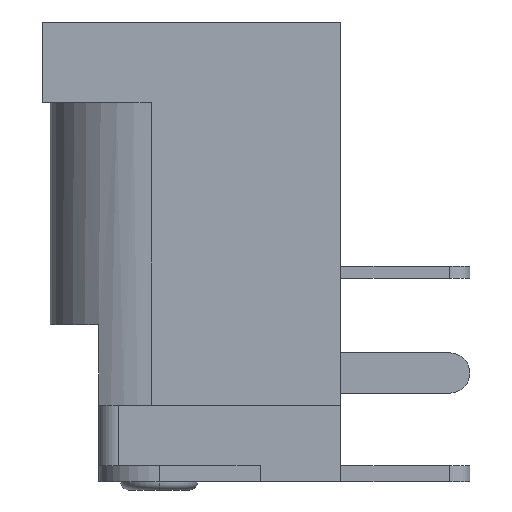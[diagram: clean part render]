
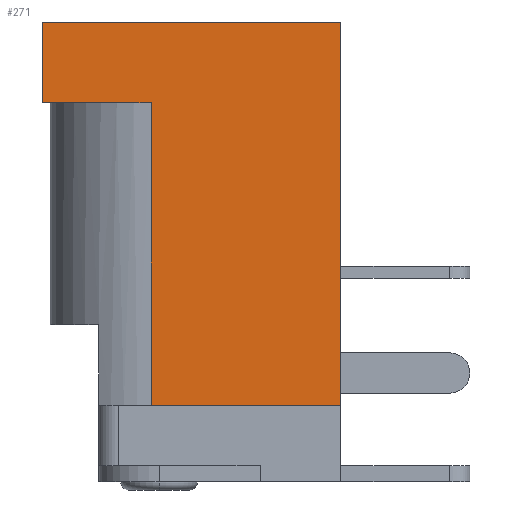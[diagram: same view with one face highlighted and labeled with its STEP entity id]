
A CAD part, left-side view. The second image highlights one B-rep face of the part: STEP entity #271.
In plain terms, the highlighted planar face has unit normal (-1, 0, 0).
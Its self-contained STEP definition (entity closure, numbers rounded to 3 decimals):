
#271=ADVANCED_FACE('NONE',(#509),#510,.T.);
#509=FACE_OUTER_BOUND('',#741,.T.);
#510=PLANE('',#742);
#741=EDGE_LOOP('',(#1324,#1325,#1326,#1327,#1328,#1329));
#742=AXIS2_PLACEMENT_3D('',#1330,#1331,#1332);
#1324=ORIENTED_EDGE('',*,*,#1524,.T.);
#1325=ORIENTED_EDGE('',*,*,#1521,.T.);
#1326=ORIENTED_EDGE('',*,*,#1528,.T.);
#1327=ORIENTED_EDGE('',*,*,#1559,.F.);
#1328=ORIENTED_EDGE('',*,*,#1409,.F.);
#1329=ORIENTED_EDGE('',*,*,#1530,.F.);
#1330=CARTESIAN_POINT('',(-2.5,0.0,-9.5));
#1331=DIRECTION('',(-1.0,0.0,0.0));
#1332=DIRECTION('',(0.0,0.0,1.0));
#1409=EDGE_CURVE('NONE',#1693,#1695,#1696,.T.);
#1521=EDGE_CURVE('NONE',#1853,#1851,#1854,.T.);
#1524=EDGE_CURVE('NONE',#1857,#1853,#1858,.T.);
#1528=EDGE_CURVE('NONE',#1851,#1861,#1863,.T.);
#1530=EDGE_CURVE('NONE',#1857,#1693,#1865,.T.);
#1559=EDGE_CURVE('NONE',#1695,#1861,#1897,.T.);
#1693=VERTEX_POINT('NONE',#2072);
#1695=VERTEX_POINT('NONE',#2075);
#1696=LINE('',#2076,#2077);
#1851=VERTEX_POINT('NONE',#2287);
#1853=VERTEX_POINT('NONE',#2290);
#1854=LINE('',#2291,#2292);
#1857=VERTEX_POINT('NONE',#2295);
#1858=LINE('',#2296,#2297);
#1861=VERTEX_POINT('NONE',#2300);
#1863=LINE('',#2303,#2304);
#1865=LINE('',#2306,#2307);
#1897=LINE('',#2346,#2347);
#2072=CARTESIAN_POINT('',(-2.5,7.4,-2.0));
#2075=CARTESIAN_POINT('',(-2.5,7.4,0.0));
#2076=CARTESIAN_POINT('',(-2.5,7.4,-9.5));
#2077=VECTOR('',#2445,1000.0);
#2287=CARTESIAN_POINT('',(-2.5,0.0,-9.5));
#2290=CARTESIAN_POINT('',(-2.5,4.7,-9.5));
#2291=CARTESIAN_POINT('',(-2.5,0.0,-9.5));
#2292=VECTOR('',#2571,1000.0);
#2295=CARTESIAN_POINT('',(-2.5,4.7,-2.0));
#2296=CARTESIAN_POINT('',(-2.5,4.7,-2.0));
#2297=VECTOR('',#2575,1000.0);
#2300=CARTESIAN_POINT('',(-2.5,0.0,0.0));
#2303=CARTESIAN_POINT('',(-2.5,0.0,-9.5));
#2304=VECTOR('',#2580,1000.0);
#2306=CARTESIAN_POINT('',(-2.5,7.4,-2.0));
#2307=VECTOR('',#2581,1000.0);
#2346=CARTESIAN_POINT('',(-2.5,0.0,0.0));
#2347=VECTOR('',#2607,1000.0);
#2445=DIRECTION('',(0.0,0.0,1.0));
#2571=DIRECTION('',(-0.0,-1.0,-0.0));
#2575=DIRECTION('',(-0.0,-0.0,-1.0));
#2580=DIRECTION('',(0.0,0.0,1.0));
#2581=DIRECTION('',(0.,1.0,-0.0));
#2607=DIRECTION('',(-0.0,-1.0,-0.0));
